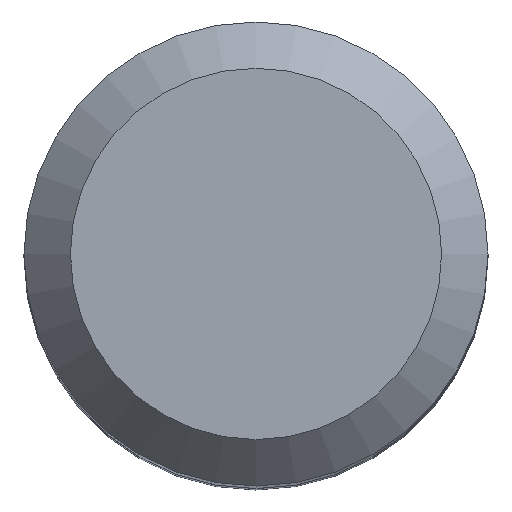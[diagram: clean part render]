
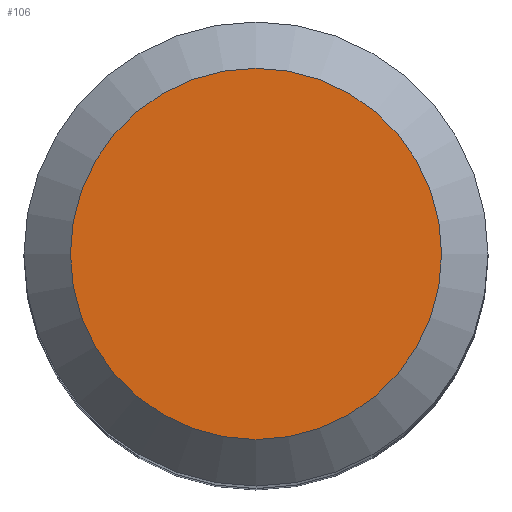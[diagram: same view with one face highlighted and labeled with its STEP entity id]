
A CAD part, top view. The second image highlights one B-rep face of the part: STEP entity #106.
In plain terms, the highlighted planar face has unit normal (0, 0, 1).
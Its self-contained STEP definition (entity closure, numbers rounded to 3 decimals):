
#3 = CARTESIAN_POINT ( 'NONE',  ( 0., 0., 104. ) ) ;
#21 = FACE_OUTER_BOUND ( 'NONE', #137, .T. ) ;
#25 = AXIS2_PLACEMENT_3D ( 'NONE', #256, #187, #80 ) ;
#49 = AXIS2_PLACEMENT_3D ( 'NONE', #3, #72, #204 ) ;
#72 = DIRECTION ( 'NONE',  ( 0., 0., -1. ) ) ;
#80 = DIRECTION ( 'NONE',  ( 0., 1., 0. ) ) ;
#106 = ADVANCED_FACE ( 'NONE', ( #21 ), #166, .F. ) ;
#137 = EDGE_LOOP ( 'NONE', ( #246 ) ) ;
#145 = CIRCLE ( 'NONE', #25, 8. ) ;
#149 = CARTESIAN_POINT ( 'NONE',  ( 0., 8., 104. ) ) ;
#166 = PLANE ( 'NONE',  #49 ) ;
#185 = EDGE_CURVE ( 'NONE', #228, #228, #145, .T. ) ;
#187 = DIRECTION ( 'NONE',  ( 0., 0., -1. ) ) ;
#204 = DIRECTION ( 'NONE',  ( 0., 1., 0. ) ) ;
#228 = VERTEX_POINT ( 'NONE', #149 ) ;
#246 = ORIENTED_EDGE ( 'NONE', *, *, #185, .F. ) ;
#256 = CARTESIAN_POINT ( 'NONE',  ( 0., 0., 104. ) ) ;
